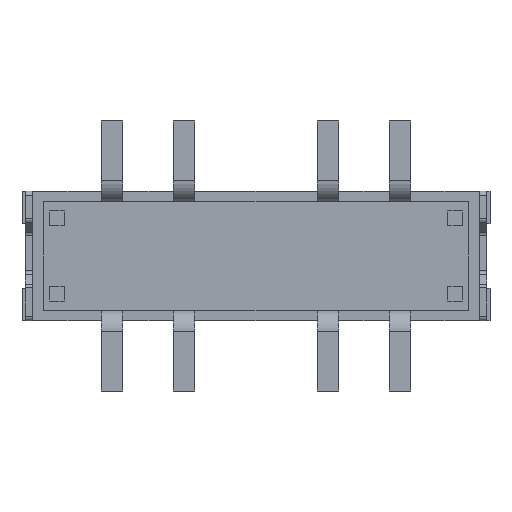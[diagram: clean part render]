
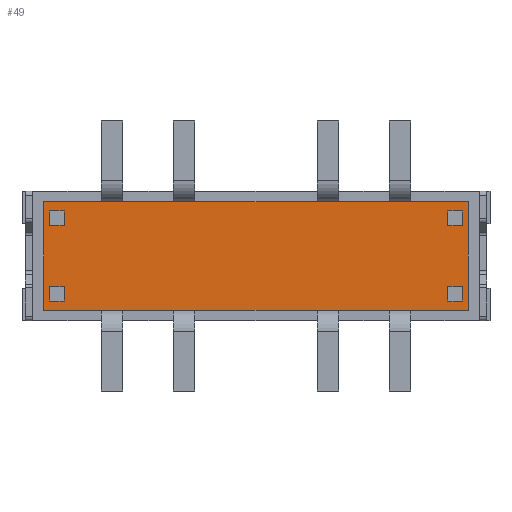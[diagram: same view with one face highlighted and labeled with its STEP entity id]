
A CAD part, front view. The second image highlights one B-rep face of the part: STEP entity #49.
In plain terms, the highlighted planar face has unit normal (0, -1, 0).
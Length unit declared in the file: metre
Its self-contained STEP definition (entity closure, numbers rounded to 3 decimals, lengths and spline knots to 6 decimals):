
#49 = ADVANCED_FACE( '', ( #344, #345, #346, #347, #348 ), #349, .F. );
#344 = FACE_OUTER_BOUND( '', #945, .T. );
#345 = FACE_BOUND( '', #946, .T. );
#346 = FACE_BOUND( '', #947, .T. );
#347 = FACE_BOUND( '', #948, .T. );
#348 = FACE_BOUND( '', #949, .T. );
#349 = PLANE( '', #950 );
#945 = EDGE_LOOP( '', ( #1583, #1584, #1585, #1586 ) );
#946 = EDGE_LOOP( '', ( #1587, #1588, #1589, #1590 ) );
#947 = EDGE_LOOP( '', ( #1591, #1592, #1593, #1594 ) );
#948 = EDGE_LOOP( '', ( #1595, #1596, #1597, #1598 ) );
#949 = EDGE_LOOP( '', ( #1599, #1600, #1601, #1602 ) );
#950 = AXIS2_PLACEMENT_3D( '', #1603, #1604, #1605 );
#1583 = ORIENTED_EDGE( '', *, *, #4181, .F. );
#1584 = ORIENTED_EDGE( '', *, *, #4182, .F. );
#1585 = ORIENTED_EDGE( '', *, *, #4183, .F. );
#1586 = ORIENTED_EDGE( '', *, *, #4184, .F. );
#1587 = ORIENTED_EDGE( '', *, *, #4185, .F. );
#1588 = ORIENTED_EDGE( '', *, *, #4186, .F. );
#1589 = ORIENTED_EDGE( '', *, *, #4187, .F. );
#1590 = ORIENTED_EDGE( '', *, *, #4188, .F. );
#1591 = ORIENTED_EDGE( '', *, *, #4189, .F. );
#1592 = ORIENTED_EDGE( '', *, *, #4190, .F. );
#1593 = ORIENTED_EDGE( '', *, *, #4191, .F. );
#1594 = ORIENTED_EDGE( '', *, *, #4192, .F. );
#1595 = ORIENTED_EDGE( '', *, *, #4180, .F. );
#1596 = ORIENTED_EDGE( '', *, *, #4174, .F. );
#1597 = ORIENTED_EDGE( '', *, *, #4177, .F. );
#1598 = ORIENTED_EDGE( '', *, *, #4193, .F. );
#1599 = ORIENTED_EDGE( '', *, *, #4194, .F. );
#1600 = ORIENTED_EDGE( '', *, *, #4195, .F. );
#1601 = ORIENTED_EDGE( '', *, *, #4196, .F. );
#1602 = ORIENTED_EDGE( '', *, *, #4197, .F. );
#1603 = CARTESIAN_POINT( '', ( 0., 0., 0. ) );
#1604 = DIRECTION( '', ( 0., 1., 0. ) );
#1605 = DIRECTION( '', ( 1., 0., 0. ) );
#4174 = EDGE_CURVE( '', #4978, #4973, #4980, .T. );
#4177 = EDGE_CURVE( '', #4983, #4978, #4985, .T. );
#4180 = EDGE_CURVE( '', #4973, #4986, #4990, .T. );
#4181 = EDGE_CURVE( '', #4991, #4992, #4993, .T. );
#4182 = EDGE_CURVE( '', #4994, #4991, #4995, .T. );
#4183 = EDGE_CURVE( '', #4996, #4994, #4997, .T. );
#4184 = EDGE_CURVE( '', #4992, #4996, #4998, .T. );
#4185 = EDGE_CURVE( '', #4999, #5000, #5001, .T. );
#4186 = EDGE_CURVE( '', #5002, #4999, #5003, .T. );
#4187 = EDGE_CURVE( '', #5004, #5002, #5005, .T. );
#4188 = EDGE_CURVE( '', #5000, #5004, #5006, .T. );
#4189 = EDGE_CURVE( '', #5007, #5008, #5009, .T. );
#4190 = EDGE_CURVE( '', #5010, #5007, #5011, .T. );
#4191 = EDGE_CURVE( '', #5012, #5010, #5013, .T. );
#4192 = EDGE_CURVE( '', #5008, #5012, #5014, .T. );
#4193 = EDGE_CURVE( '', #4986, #4983, #5015, .T. );
#4194 = EDGE_CURVE( '', #5016, #5017, #5018, .T. );
#4195 = EDGE_CURVE( '', #5019, #5016, #5020, .T. );
#4196 = EDGE_CURVE( '', #5021, #5019, #5022, .T. );
#4197 = EDGE_CURVE( '', #5017, #5021, #5023, .T. );
#4973 = VERTEX_POINT( '', #6307 );
#4978 = VERTEX_POINT( '', #6314 );
#4980 = LINE( '', #6317, #6318 );
#4983 = VERTEX_POINT( '', #6322 );
#4985 = LINE( '', #6325, #6326 );
#4986 = VERTEX_POINT( '', #6327 );
#4990 = LINE( '', #6333, #6334 );
#4991 = VERTEX_POINT( '', #6335 );
#4992 = VERTEX_POINT( '', #6336 );
#4993 = LINE( '', #6337, #6338 );
#4994 = VERTEX_POINT( '', #6339 );
#4995 = LINE( '', #6340, #6341 );
#4996 = VERTEX_POINT( '', #6342 );
#4997 = LINE( '', #6343, #6344 );
#4998 = LINE( '', #6345, #6346 );
#4999 = VERTEX_POINT( '', #6347 );
#5000 = VERTEX_POINT( '', #6348 );
#5001 = LINE( '', #6349, #6350 );
#5002 = VERTEX_POINT( '', #6351 );
#5003 = LINE( '', #6352, #6353 );
#5004 = VERTEX_POINT( '', #6354 );
#5005 = LINE( '', #6355, #6356 );
#5006 = LINE( '', #6357, #6358 );
#5007 = VERTEX_POINT( '', #6359 );
#5008 = VERTEX_POINT( '', #6360 );
#5009 = LINE( '', #6361, #6362 );
#5010 = VERTEX_POINT( '', #6363 );
#5011 = LINE( '', #6364, #6365 );
#5012 = VERTEX_POINT( '', #6366 );
#5013 = LINE( '', #6367, #6368 );
#5014 = LINE( '', #6369, #6370 );
#5015 = LINE( '', #6371, #6372 );
#5016 = VERTEX_POINT( '', #6373 );
#5017 = VERTEX_POINT( '', #6374 );
#5018 = LINE( '', #6375, #6376 );
#5019 = VERTEX_POINT( '', #6377 );
#5020 = LINE( '', #6378, #6379 );
#5021 = VERTEX_POINT( '', #6380 );
#5022 = LINE( '', #6381, #6382 );
#5023 = LINE( '', #6383, #6384 );
#6307 = CARTESIAN_POINT( '', ( -0.00573, 0., 0.00085 ) );
#6314 = CARTESIAN_POINT( '', ( -0.00573, 0., 0.00125 ) );
#6317 = CARTESIAN_POINT( '', ( -0.00573, 0., 0.00125 ) );
#6318 = VECTOR( '', #8522, 1. );
#6322 = CARTESIAN_POINT( '', ( -0.00533, 0., 0.00125 ) );
#6325 = CARTESIAN_POINT( '', ( -0.00533, 0., 0.00125 ) );
#6326 = VECTOR( '', #8525, 1. );
#6327 = CARTESIAN_POINT( '', ( -0.00533, 0., 0.00085 ) );
#6333 = CARTESIAN_POINT( '', ( -0.00573, 0., 0.00085 ) );
#6334 = VECTOR( '', #8528, 1. );
#6335 = CARTESIAN_POINT( '', ( -0.0059, 0., 0.0015 ) );
#6336 = CARTESIAN_POINT( '', ( 0.0059, 0., 0.0015 ) );
#6337 = CARTESIAN_POINT( '', ( -0.0059, 0., 0.0015 ) );
#6338 = VECTOR( '', #8529, 1. );
#6339 = CARTESIAN_POINT( '', ( -0.0059, 0., -0.0015 ) );
#6340 = CARTESIAN_POINT( '', ( -0.0059, 0., -0.0015 ) );
#6341 = VECTOR( '', #8530, 1. );
#6342 = CARTESIAN_POINT( '', ( 0.0059, 0., -0.0015 ) );
#6343 = CARTESIAN_POINT( '', ( 0.0059, 0., -0.0015 ) );
#6344 = VECTOR( '', #8531, 1. );
#6345 = CARTESIAN_POINT( '', ( 0.0059, 0., 0.0015 ) );
#6346 = VECTOR( '', #8532, 1. );
#6347 = CARTESIAN_POINT( '', ( -0.00533, 0., -0.00125 ) );
#6348 = CARTESIAN_POINT( '', ( -0.00533, 0., -0.00085 ) );
#6349 = CARTESIAN_POINT( '', ( -0.00533, 0., -0.00125 ) );
#6350 = VECTOR( '', #8533, 1. );
#6351 = CARTESIAN_POINT( '', ( -0.00573, 0., -0.00125 ) );
#6352 = CARTESIAN_POINT( '', ( -0.00573, 0., -0.00125 ) );
#6353 = VECTOR( '', #8534, 1. );
#6354 = CARTESIAN_POINT( '', ( -0.00573, 0., -0.00085 ) );
#6355 = CARTESIAN_POINT( '', ( -0.00573, 0., -0.00085 ) );
#6356 = VECTOR( '', #8535, 1. );
#6357 = CARTESIAN_POINT( '', ( -0.00533, 0., -0.00085 ) );
#6358 = VECTOR( '', #8536, 1. );
#6359 = CARTESIAN_POINT( '', ( 0.00573, 0., -0.00085 ) );
#6360 = CARTESIAN_POINT( '', ( 0.00533, 0., -0.00085 ) );
#6361 = CARTESIAN_POINT( '', ( 0.00573, 0., -0.00085 ) );
#6362 = VECTOR( '', #8537, 1. );
#6363 = CARTESIAN_POINT( '', ( 0.00573, 0., -0.00125 ) );
#6364 = CARTESIAN_POINT( '', ( 0.00573, 0., -0.00125 ) );
#6365 = VECTOR( '', #8538, 1. );
#6366 = CARTESIAN_POINT( '', ( 0.00533, 0., -0.00125 ) );
#6367 = CARTESIAN_POINT( '', ( 0.00533, 0., -0.00125 ) );
#6368 = VECTOR( '', #8539, 1. );
#6369 = CARTESIAN_POINT( '', ( 0.00533, 0., -0.00085 ) );
#6370 = VECTOR( '', #8540, 1. );
#6371 = CARTESIAN_POINT( '', ( -0.00533, 0., 0.00085 ) );
#6372 = VECTOR( '', #8541, 1. );
#6373 = CARTESIAN_POINT( '', ( 0.00533, 0., 0.00125 ) );
#6374 = CARTESIAN_POINT( '', ( 0.00533, 0., 0.00085 ) );
#6375 = CARTESIAN_POINT( '', ( 0.00533, 0., 0.00125 ) );
#6376 = VECTOR( '', #8542, 1. );
#6377 = CARTESIAN_POINT( '', ( 0.00573, 0., 0.00125 ) );
#6378 = CARTESIAN_POINT( '', ( 0.00573, 0., 0.00125 ) );
#6379 = VECTOR( '', #8543, 1. );
#6380 = CARTESIAN_POINT( '', ( 0.00573, 0., 0.00085 ) );
#6381 = CARTESIAN_POINT( '', ( 0.00573, 0., 0.00085 ) );
#6382 = VECTOR( '', #8544, 1. );
#6383 = CARTESIAN_POINT( '', ( 0.00533, 0., 0.00085 ) );
#6384 = VECTOR( '', #8545, 1. );
#8522 = DIRECTION( '', ( 0., 0., -1. ) );
#8525 = DIRECTION( '', ( -1., 0., 0. ) );
#8528 = DIRECTION( '', ( 1., 0., 0. ) );
#8529 = DIRECTION( '', ( 1., 0., 0. ) );
#8530 = DIRECTION( '', ( 0., 0., 1. ) );
#8531 = DIRECTION( '', ( -1., 0., 0. ) );
#8532 = DIRECTION( '', ( 0., 0., -1. ) );
#8533 = DIRECTION( '', ( 0., 0., 1. ) );
#8534 = DIRECTION( '', ( 1., 0., 0. ) );
#8535 = DIRECTION( '', ( 0., 0., -1. ) );
#8536 = DIRECTION( '', ( -1., 0., 0. ) );
#8537 = DIRECTION( '', ( -1., 0., 0. ) );
#8538 = DIRECTION( '', ( 0., 0., 1. ) );
#8539 = DIRECTION( '', ( 1., 0., 0. ) );
#8540 = DIRECTION( '', ( 0., 0., -1. ) );
#8541 = DIRECTION( '', ( 0., 0., 1. ) );
#8542 = DIRECTION( '', ( 0., 0., -1. ) );
#8543 = DIRECTION( '', ( -1., 0., 0. ) );
#8544 = DIRECTION( '', ( 0., 0., 1. ) );
#8545 = DIRECTION( '', ( 1., 0., 0. ) );
